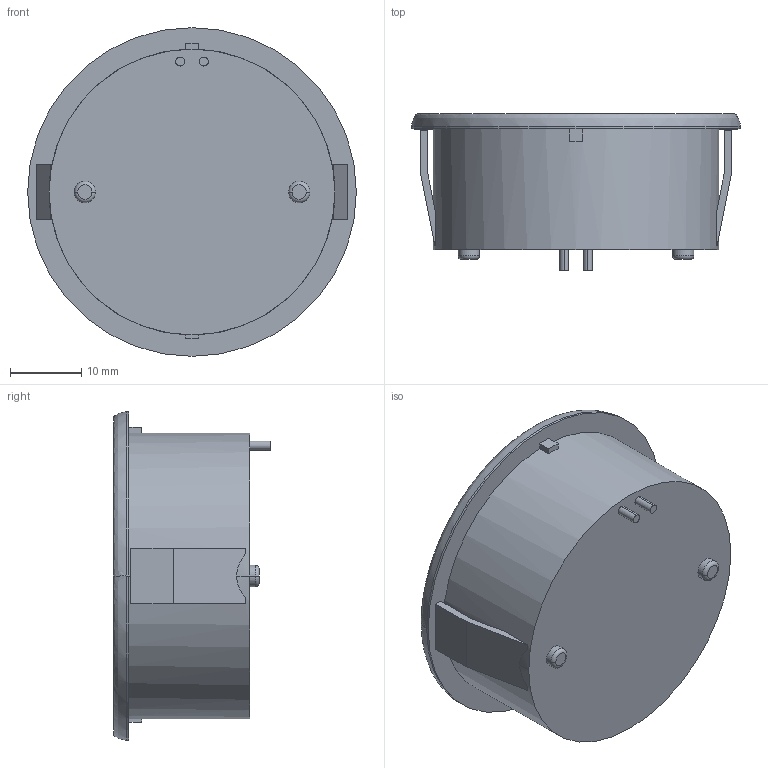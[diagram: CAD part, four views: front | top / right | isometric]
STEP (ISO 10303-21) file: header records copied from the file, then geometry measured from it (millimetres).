
FILE_DESCRIPTION((''),'2;1');
FILE_NAME('DIGITAL-TIMER','2024-09-17T18:39:17',('hasan'),(''),'CREO PARAMETRIC BY PTC INC, 2024063','CREO PARAMETRIC BY PTC INC, 2024063','');
FILE_SCHEMA(('CONFIG_CONTROL_DESIGN'));
Length unit declared in the file: millimetre
Products named in the file (1): DIGITAL-TIMER
Bounding box: 46 x 22.1 x 46 mm (x, y, z)
Volume: 24923.8 mm3; surface area: 6147.5 mm2
Topology: 1 solids, 1 shells, 140 faces, 366 edges, 242 vertices
Faces by surface type: extrusion 64, plane 58, cylinder 12, torus 4, bspline 2
Entity records: 5419 total; most frequent: CARTESIAN_POINT 2187, ORIENTED_EDGE 732, DIRECTION 470, EDGE_CURVE 366, VECTOR 250, VERTEX_POINT 242, B_SPLINE_CURVE_WITH_KNOTS 208, LINE 186
